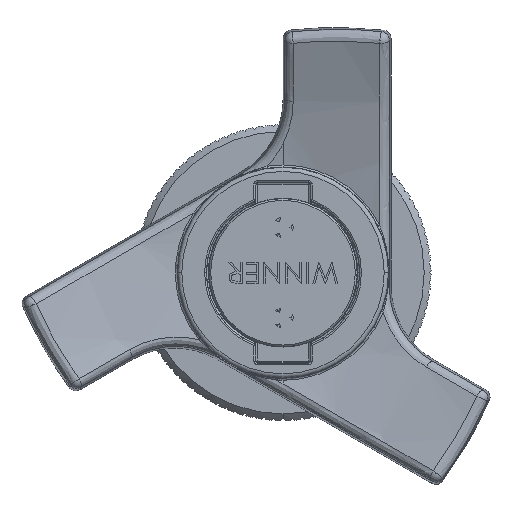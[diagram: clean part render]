
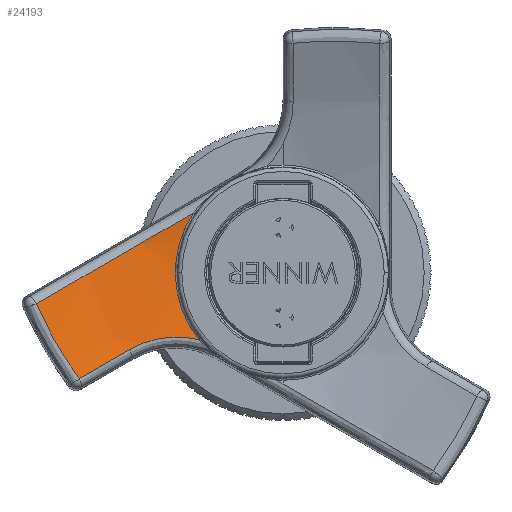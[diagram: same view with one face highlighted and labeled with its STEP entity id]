
A CAD part, left-side view. The second image highlights one B-rep face of the part: STEP entity #24193.
In plain terms, the highlighted spherical face has radius 70 mm.
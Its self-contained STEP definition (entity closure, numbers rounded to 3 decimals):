
#5900 = B_SPLINE_CURVE_WITH_KNOTS ( 'NONE', 3,
 ( #36731, #36713, #36745, #36746 ),
 .UNSPECIFIED., .F., .F.,
 ( 4, 4 ),
 ( 0., 0.01 ),
 .UNSPECIFIED. ) ;
#5904 = B_SPLINE_CURVE_WITH_KNOTS ( 'NONE', 3,
 ( #36737, #36732, #36733, #36738, #36739, #36740, #36741, #36742 ),
 .UNSPECIFIED., .F., .F.,
 ( 4, 2, 2, 4 ),
 ( 0.007, 0.013, 0.018, 0.029 ),
 .UNSPECIFIED. ) ;
#5906 = B_SPLINE_CURVE_WITH_KNOTS ( 'NONE', 3,
 ( #36719, #36714, #36715, #36720, #36721, #36722, #36723, #36724, #36725, #36726, #36727, #36728, #36729, #36730 ),
 .UNSPECIFIED., .F., .F.,
 ( 4, 2, 2, 2, 2, 2, 4 ),
 ( 0., 0.002, 0.004, 0.005, 0.007, 0.008, 0.009 ),
 .UNSPECIFIED. ) ;
#5936 = B_SPLINE_CURVE_WITH_KNOTS ( 'NONE', 3,
 ( #36743, #36744, #36749, #36750 ),
 .UNSPECIFIED., .F., .F.,
 ( 4, 4 ),
 ( 0., 0.007 ),
 .UNSPECIFIED. ) ;
#21825 = EDGE_CURVE ( 'NONE', #32474, #32512, #5906, .T. ) ;
#21826 = EDGE_CURVE ( 'NONE', #32512, #32185, #35429, .T. ) ;
#21827 = EDGE_CURVE ( 'NONE', #32185, #32016, #5904, .T. ) ;
#21828 = EDGE_CURVE ( 'NONE', #32016, #31787, #5900, .T. ) ;
#21829 = EDGE_CURVE ( 'NONE', #31787, #32474, #5936, .T. ) ;
#22239 = CARTESIAN_POINT ( 'NONE',  ( -115.834, 25.274, -12.52 ) ) ;
#22319 = CARTESIAN_POINT ( 'NONE',  ( -116.836, 30.371, -3.676 ) ) ;
#22412 = CARTESIAN_POINT ( 'NONE',  ( -111.522, 11.782, 7.053 ) ) ;
#22636 = CARTESIAN_POINT ( 'NONE',  ( -113.363, 19.337, -9.091 ) ) ;
#22666 = CARTESIAN_POINT ( 'NONE',  ( -111.522, 11.146, -7.927 ) ) ;
#24193 = ADVANCED_FACE ( 'NONE', ( #35524 ), #35522, .F. ) ;
#30801 = ORIENTED_EDGE ( 'NONE', *, *, #21825, .T. ) ;
#30802 = ORIENTED_EDGE ( 'NONE', *, *, #21826, .T. ) ;
#30803 = ORIENTED_EDGE ( 'NONE', *, *, #21827, .T. ) ;
#30804 = ORIENTED_EDGE ( 'NONE', *, *, #21828, .T. ) ;
#30805 = ORIENTED_EDGE ( 'NONE', *, *, #21829, .T. ) ;
#31787 = VERTEX_POINT ( 'NONE', #22239 ) ;
#32016 = VERTEX_POINT ( 'NONE', #22319 ) ;
#32185 = VERTEX_POINT ( 'NONE', #22412 ) ;
#32474 = VERTEX_POINT ( 'NONE', #22636 ) ;
#32512 = VERTEX_POINT ( 'NONE', #22666 ) ;
#33854 = AXIS2_PLACEMENT_3D ( 'NONE', #36734, #36735, #36736 ) ;
#33918 = AXIS2_PLACEMENT_3D ( 'NONE', #38177, #38176, #38181 ) ;
#34614 = EDGE_LOOP ( 'NONE', ( #30801, #30802, #30803, #30804, #30805 ) ) ;
#35429 = CIRCLE ( 'NONE', #33854, 12.73 ) ;
#35522 = SPHERICAL_SURFACE ( 'NONE', #33918, 70. ) ;
#35524 = FACE_OUTER_BOUND ( 'NONE', #34614, .T. ) ;
#36713 = CARTESIAN_POINT ( 'NONE',  ( -116.384, 28.997, -6.783 ) ) ;
#36714 = CARTESIAN_POINT ( 'NONE',  ( -113.152, 18.733, -8.741 ) ) ;
#36715 = CARTESIAN_POINT ( 'NONE',  ( -112.951, 18.093, -8.449 ) ) ;
#36719 = CARTESIAN_POINT ( 'NONE',  ( -113.363, 19.337, -9.091 ) ) ;
#36720 = CARTESIAN_POINT ( 'NONE',  ( -112.579, 16.777, -7.991 ) ) ;
#36721 = CARTESIAN_POINT ( 'NONE',  ( -112.407, 16.097, -7.824 ) ) ;
#36722 = CARTESIAN_POINT ( 'NONE',  ( -112.169, 15.044, -7.67 ) ) ;
#36723 = CARTESIAN_POINT ( 'NONE',  ( -112.094, 14.689, -7.636 ) ) ;
#36724 = CARTESIAN_POINT ( 'NONE',  ( -111.954, 13.98, -7.601 ) ) ;
#36725 = CARTESIAN_POINT ( 'NONE',  ( -111.889, 13.626, -7.601 ) ) ;
#36726 = CARTESIAN_POINT ( 'NONE',  ( -111.767, 12.917, -7.634 ) ) ;
#36727 = CARTESIAN_POINT ( 'NONE',  ( -111.711, 12.562, -7.668 ) ) ;
#36728 = CARTESIAN_POINT ( 'NONE',  ( -111.609, 11.853, -7.771 ) ) ;
#36729 = CARTESIAN_POINT ( 'NONE',  ( -111.563, 11.496, -7.84 ) ) ;
#36730 = CARTESIAN_POINT ( 'NONE',  ( -111.522, 11.146, -7.927 ) ) ;
#36731 = CARTESIAN_POINT ( 'NONE',  ( -116.836, 30.371, -3.676 ) ) ;
#36732 = CARTESIAN_POINT ( 'NONE',  ( -111.673, 13.38, 6.131 ) ) ;
#36733 = CARTESIAN_POINT ( 'NONE',  ( -111.9, 14.975, 5.21 ) ) ;
#36734 = CARTESIAN_POINT ( 'NONE',  ( -111.522, 1.185, 0. ) ) ;
#36735 = DIRECTION ( 'NONE',  ( 1., 0., 0. ) ) ;
#36736 = DIRECTION ( 'NONE',  ( 0., -1., 0. ) ) ;
#36737 = CARTESIAN_POINT ( 'NONE',  ( -111.522, 11.782, 7.053 ) ) ;
#36738 = CARTESIAN_POINT ( 'NONE',  ( -112.498, 18.138, 3.385 ) ) ;
#36739 = CARTESIAN_POINT ( 'NONE',  ( -112.87, 19.709, 2.478 ) ) ;
#36740 = CARTESIAN_POINT ( 'NONE',  ( -114.207, 24.383, -0.22 ) ) ;
#36741 = CARTESIAN_POINT ( 'NONE',  ( -115.38, 27.417, -1.971 ) ) ;
#36742 = CARTESIAN_POINT ( 'NONE',  ( -116.836, 30.371, -3.676 ) ) ;
#36743 = CARTESIAN_POINT ( 'NONE',  ( -115.834, 25.274, -12.52 ) ) ;
#36744 = CARTESIAN_POINT ( 'NONE',  ( -114.892, 23.334, -11.399 ) ) ;
#36745 = CARTESIAN_POINT ( 'NONE',  ( -116.049, 27.287, -9.754 ) ) ;
#36746 = CARTESIAN_POINT ( 'NONE',  ( -115.834, 25.274, -12.52 ) ) ;
#36749 = CARTESIAN_POINT ( 'NONE',  ( -114.067, 21.352, -10.254 ) ) ;
#36750 = CARTESIAN_POINT ( 'NONE',  ( -113.363, 19.337, -9.091 ) ) ;
#38176 = DIRECTION ( 'NONE',  ( 0., -1., 0. ) ) ;
#38177 = CARTESIAN_POINT ( 'NONE',  ( -180.355, 1.185, 0. ) ) ;
#38181 = DIRECTION ( 'NONE',  ( 0., 0., 1. ) ) ;
